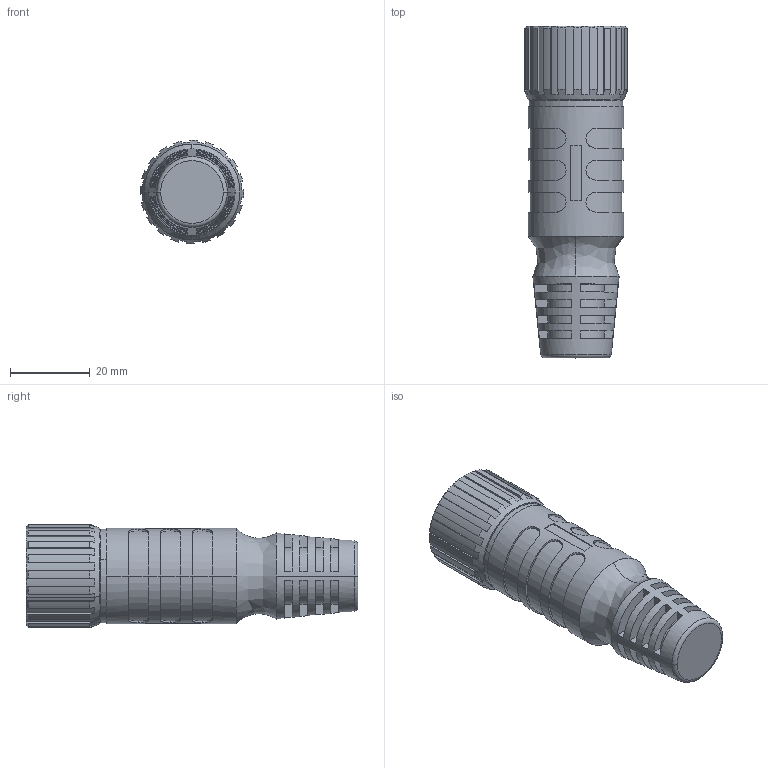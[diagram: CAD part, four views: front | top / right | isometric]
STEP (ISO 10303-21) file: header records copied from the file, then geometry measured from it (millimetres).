
FILE_DESCRIPTION (( 'STEP AP203' ), '1' );
FILE_NAME ('GNK17-17 M P10.STEP', '2019-05-21T02:07:55', ( 'Windows' ), ( 'Microsoft' ), 'SwSTEP 2.0', 'SolidWorks 2012', '' );
FILE_SCHEMA (( 'CONFIG_CONTROL_DESIGN' ));
Length unit declared in the file: millimetre
Products named in the file (1): GNK17-17 M P10
Bounding box: 26 x 83.1 x 26 mm (x, y, z)
Volume: 28572.5 mm3; surface area: 11475.7 mm2
Topology: 1 solids, 2 shells, 705 faces, 1779 edges, 1159 vertices
Faces by surface type: plane 348, cylinder 177, bspline 116, cone 62, torus 2
Entity records: 30012 total; most frequent: CARTESIAN_POINT 13759, ORIENTED_EDGE 3558, DIRECTION 2986, EDGE_CURVE 1779, VERTEX_POINT 1159, AXIS2_PLACEMENT_3D 1031, LINE 924, VECTOR 924
